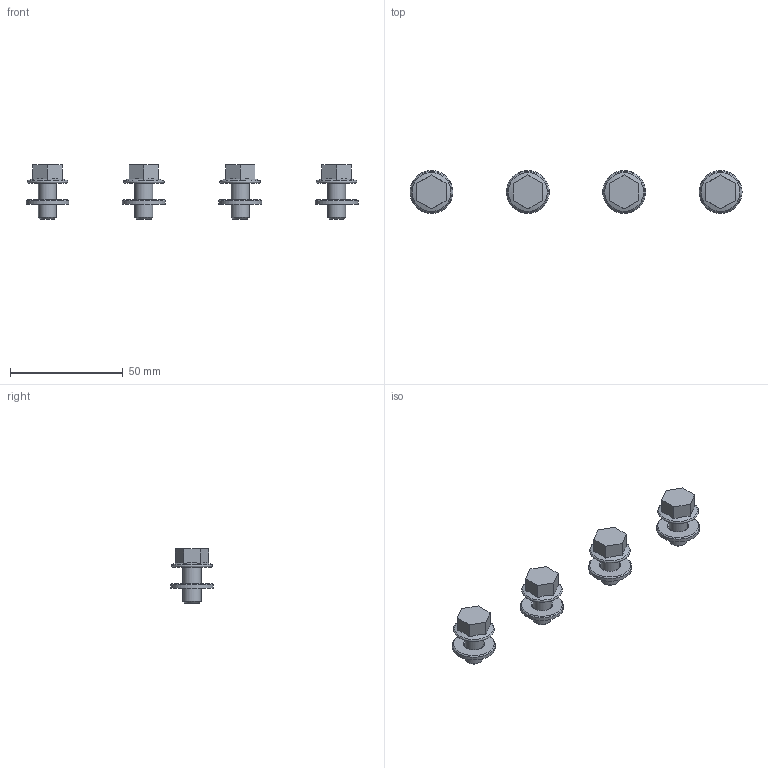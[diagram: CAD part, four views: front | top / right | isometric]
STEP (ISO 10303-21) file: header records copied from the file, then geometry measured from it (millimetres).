
FILE_DESCRIPTION(/* description */ ('STEP AP214'),/* implementation_level */ '2;1');
FILE_NAME(/* name */ '543716_DAMD-P-M8-16-R1',/* time_stamp */ '2024-08-13T14:31:46+02:00',/* author */ ('License CC BY-ND 4.0'),/* organization */ ('CADENAS'),/* preprocessor_version */ 'ST-DEVELOPER v19.3',/* originating_system */ 'PARTsolutions',/* authorisation */ ' ');
FILE_SCHEMA (('AUTOMOTIVE_DESIGN {1 0 10303 214 3 1 1}'));
Length unit declared in the file: millimetre
Products named in the file (3): 543716 DAMD-P-M8-16-R1; 651847 CR-M8x16-A2-70; 707843 CNC-50/63
Assembly tree (8 placements, depth 2):
  543716 DAMD-P-M8-16-R1
    651847 CR-M8x16-A2-70  x4
    707843 CNC-50/63  x4
Bounding box: 147 x 19 x 24.1 mm (x, y, z)
Volume: 10296.1 mm3; surface area: 7317.7 mm2
Topology: 8 solids, 8 shells, 76 faces, 152 edges, 96 vertices
Faces by surface type: plane 44, cone 16, cylinder 12, torus 4
Full cylindrical faces by diameter (mm): 8 x4, 8.4 x4, 19 x4
Entity records: 582 total; most frequent: CARTESIAN_POINT 104, DIRECTION 90, ORIENTED_EDGE 58, AXIS2_PLACEMENT_3D 39, EDGE_LOOP 30, FACE_BOUND 30, EDGE_CURVE 29, VERTEX_POINT 23
